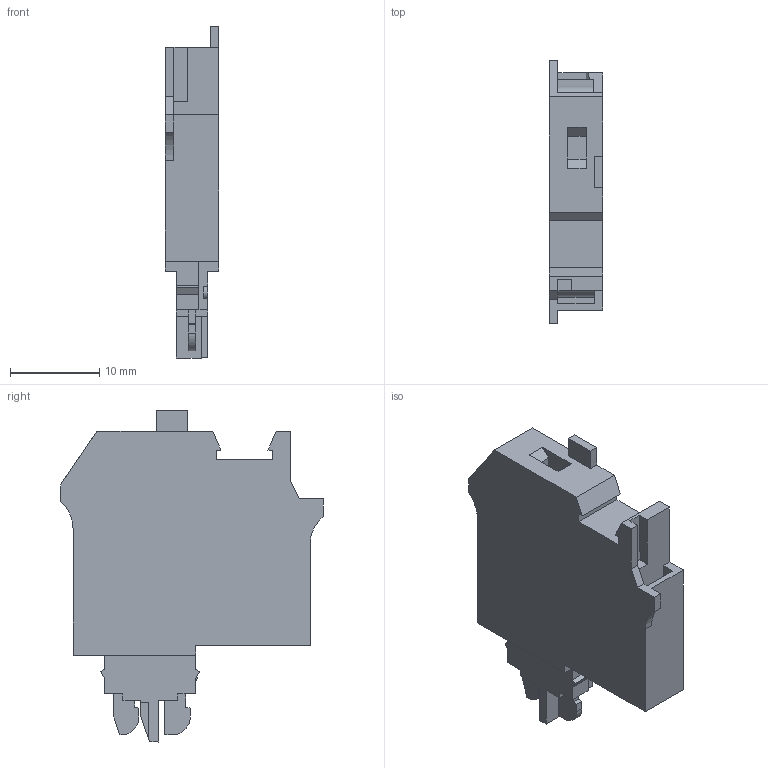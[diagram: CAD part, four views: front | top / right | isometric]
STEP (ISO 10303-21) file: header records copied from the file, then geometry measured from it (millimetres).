
FILE_DESCRIPTION(('Creo Elements/Direct Modeling STEP Export'),'2;1');
FILE_NAME('model.stp','2018-03-06T13:38:40',(''),(''),'Creo Elements/Direct Modeling STEP processor for AP214 (Solid Model)','Creo Elements/Direct Modeling 18.1I 14-Aug-2016 (C) Parametric Technology GmbH','');
FILE_SCHEMA(('AUTOMOTIVE_DESIGN { 1 0 10303 214 1 1 1 1 }'));
Length unit declared in the file: millimetre
Products named in the file (2): P_FU_5x20_LA_250-select
Assembly tree (1 placements, depth 2):
  P_FU_5x20_LA_250-select
    P_FU_5x20_LA_250-select
Bounding box: 6.05 x 29.5 x 37.25 mm (x, y, z)
Volume: 3769.5 mm3; surface area: 2453.9 mm2
Topology: 1 solids, 1 shells, 108 faces, 314 edges, 209 vertices
Faces by surface type: plane 101, cylinder 7
Entity records: 4390 total; most frequent: CARTESIAN_POINT 628, ORIENTED_EDGE 628, DIRECTION 540, EDGE_CURVE 314, VECTOR 298, LINE 298, VERTEX_POINT 209, AXIS2_PLACEMENT_3D 121
